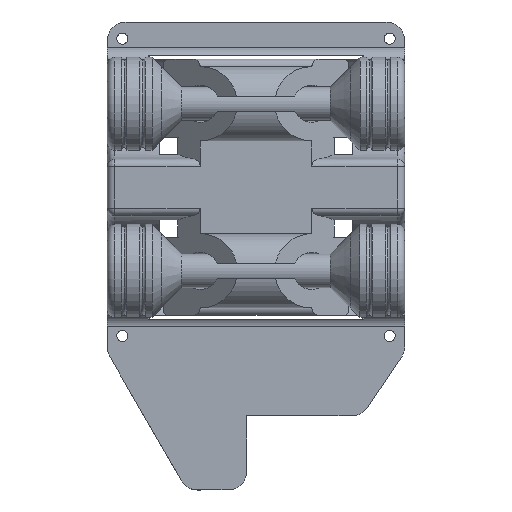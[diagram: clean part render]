
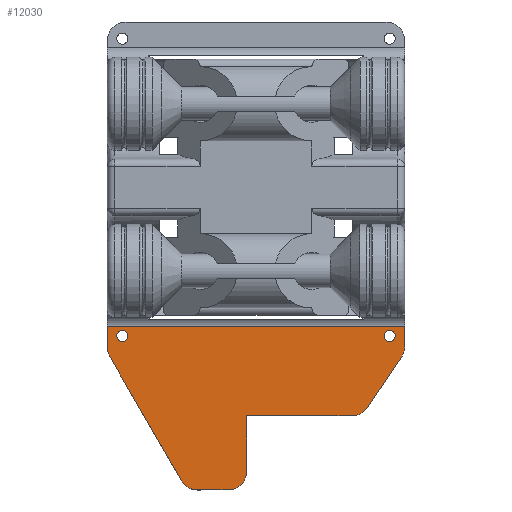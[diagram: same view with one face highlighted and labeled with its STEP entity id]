
A CAD part, front view. The second image highlights one B-rep face of the part: STEP entity #12030.
In plain terms, the highlighted planar face has unit normal (0, -1, 0).
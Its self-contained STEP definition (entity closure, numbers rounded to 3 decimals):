
#22 = VECTOR ( 'NONE', #5723, 1000. ) ;
#74 = CARTESIAN_POINT ( 'NONE',  ( 0., 12., 0. ) ) ;
#133 = DIRECTION ( 'NONE',  ( 0., 0., 1. ) ) ;
#224 = CARTESIAN_POINT ( 'NONE',  ( -80., 12., -37.5 ) ) ;
#366 = CARTESIAN_POINT ( 'NONE',  ( -4., 12., -41.5 ) ) ;
#446 = AXIS2_PLACEMENT_3D ( 'NONE', #3048, #12114, #9155 ) ;
#453 = DIRECTION ( 'NONE',  ( 1., 0., 0. ) ) ;
#474 = EDGE_CURVE ( 'NONE', #9356, #6153, #8725, .T. ) ;
#485 = EDGE_CURVE ( 'NONE', #1573, #13268, #6472, .T. ) ;
#531 = EDGE_CURVE ( 'NONE', #2886, #6792, #12681, .T. ) ;
#564 = DIRECTION ( 'NONE',  ( 0., 0., 1. ) ) ;
#717 = EDGE_CURVE ( 'NONE', #4576, #8572, #6296, .T. ) ;
#1073 = CARTESIAN_POINT ( 'NONE',  ( -60.081, 12., -79. ) ) ;
#1077 = CIRCLE ( 'NONE', #12857, 5. ) ;
#1260 = CARTESIAN_POINT ( 'NONE',  ( -80., 12., 0. ) ) ;
#1393 = DIRECTION ( 'NONE',  ( 0., 0., 1. ) ) ;
#1403 = DIRECTION ( 'NONE',  ( 0., 0., 1. ) ) ;
#1423 = ORIENTED_EDGE ( 'NONE', *, *, #6571, .T. ) ;
#1573 = VERTEX_POINT ( 'NONE', #10482 ) ;
#1700 = LINE ( 'NONE', #5592, #22 ) ;
#1831 = DIRECTION ( 'NONE',  ( 0., -1., 0. ) ) ;
#1844 = VERTEX_POINT ( 'NONE', #10217 ) ;
#1874 = EDGE_CURVE ( 'NONE', #8572, #9968, #11163, .T. ) ;
#1883 = CARTESIAN_POINT ( 'NONE',  ( -14.142, 12., -56.5 ) ) ;
#1962 = DIRECTION ( 'NONE',  ( 0., 0., 1. ) ) ;
#2336 = CIRCLE ( 'NONE', #11325, 5. ) ;
#2461 = DIRECTION ( 'NONE',  ( 0., 1., 0. ) ) ;
#2614 = VECTOR ( 'NONE', #5197, 1000. ) ;
#2658 = DIRECTION ( 'NONE',  ( 0., 0., 1. ) ) ;
#2706 = VERTEX_POINT ( 'NONE', #10114 ) ;
#2750 = DIRECTION ( 'NONE',  ( 0.5, 0., -0.866 ) ) ;
#2874 = CARTESIAN_POINT ( 'NONE',  ( -4., 12., -40. ) ) ;
#2886 = VERTEX_POINT ( 'NONE', #3745 ) ;
#2921 = CARTESIAN_POINT ( 'NONE',  ( 0., 12., -42.969 ) ) ;
#2952 = VERTEX_POINT ( 'NONE', #4567 ) ;
#3048 = CARTESIAN_POINT ( 'NONE',  ( -5., 12., -42.969 ) ) ;
#3223 = CARTESIAN_POINT ( 'NONE',  ( -4., 12., -40. ) ) ;
#3259 = EDGE_CURVE ( 'NONE', #9117, #12515, #11681, .T. ) ;
#3370 = AXIS2_PLACEMENT_3D ( 'NONE', #8513, #9521, #133 ) ;
#3620 = DIRECTION ( 'NONE',  ( 0., 0., 1. ) ) ;
#3691 = VECTOR ( 'NONE', #9659, 1000. ) ;
#3697 = DIRECTION ( 'NONE',  ( 0., 0., 1. ) ) ;
#3745 = CARTESIAN_POINT ( 'NONE',  ( -14.142, 12., -61.5 ) ) ;
#3953 = EDGE_CURVE ( 'NONE', #8594, #6792, #1700, .T. ) ;
#3956 = CARTESIAN_POINT ( 'NONE',  ( -47.5, 12., -76.5 ) ) ;
#4055 = AXIS2_PLACEMENT_3D ( 'NONE', #3223, #10598, #1403 ) ;
#4106 = AXIS2_PLACEMENT_3D ( 'NONE', #1883, #9734, #3697 ) ;
#4172 = ORIENTED_EDGE ( 'NONE', *, *, #1874, .F. ) ;
#4251 = ORIENTED_EDGE ( 'NONE', *, *, #13107, .T. ) ;
#4288 = DIRECTION ( 'NONE',  ( 0., 0., 1. ) ) ;
#4310 = EDGE_CURVE ( 'NONE', #4576, #1844, #5185, .T. ) ;
#4418 = PLANE ( 'NONE',  #3370 ) ;
#4527 = EDGE_CURVE ( 'NONE', #6153, #2886, #7430, .T. ) ;
#4567 = CARTESIAN_POINT ( 'NONE',  ( -76., 12., -41.5 ) ) ;
#4576 = VERTEX_POINT ( 'NONE', #9712 ) ;
#4664 = AXIS2_PLACEMENT_3D ( 'NONE', #9758, #8624, #564 ) ;
#5176 = LINE ( 'NONE', #74, #7945 ) ;
#5185 = CIRCLE ( 'NONE', #11187, 5. ) ;
#5197 = DIRECTION ( 'NONE',  ( 1., 0., 0. ) ) ;
#5303 = ORIENTED_EDGE ( 'NONE', *, *, #12430, .T. ) ;
#5317 = ORIENTED_EDGE ( 'NONE', *, *, #3953, .F. ) ;
#5442 = ORIENTED_EDGE ( 'NONE', *, *, #3259, .F. ) ;
#5534 = ORIENTED_EDGE ( 'NONE', *, *, #4310, .T. ) ;
#5592 = CARTESIAN_POINT ( 'NONE',  ( -25., 12., -81.5 ) ) ;
#5646 = DIRECTION ( 'NONE',  ( 0., 0., 1. ) ) ;
#5723 = DIRECTION ( 'NONE',  ( -0.56, 0., -0.829 ) ) ;
#5781 = ORIENTED_EDGE ( 'NONE', *, *, #8989, .T. ) ;
#5935 = CARTESIAN_POINT ( 'NONE',  ( -55.751, 12., -76.5 ) ) ;
#5938 = EDGE_CURVE ( 'NONE', #2952, #2706, #10672, .T. ) ;
#6153 = VERTEX_POINT ( 'NONE', #13234 ) ;
#6296 = LINE ( 'NONE', #1260, #12042 ) ;
#6322 = ORIENTED_EDGE ( 'NONE', *, *, #531, .T. ) ;
#6365 = ORIENTED_EDGE ( 'NONE', *, *, #5938, .T. ) ;
#6472 = CIRCLE ( 'NONE', #8161, 1.5 ) ;
#6569 = VERTEX_POINT ( 'NONE', #1073 ) ;
#6571 = EDGE_CURVE ( 'NONE', #11243, #9968, #5176, .T. ) ;
#6792 = VERTEX_POINT ( 'NONE', #11264 ) ;
#6823 = CIRCLE ( 'NONE', #8536, 1.5 ) ;
#7198 = DIRECTION ( 'NONE',  ( 0., 0., 1. ) ) ;
#7226 = ORIENTED_EDGE ( 'NONE', *, *, #8105, .T. ) ;
#7273 = CIRCLE ( 'NONE', #4055, 1.5 ) ;
#7430 = LINE ( 'NONE', #9515, #11408 ) ;
#7436 = EDGE_LOOP ( 'NONE', ( #8348, #5781 ) ) ;
#7840 = CARTESIAN_POINT ( 'NONE',  ( 0., 12., -37.5 ) ) ;
#7945 = VECTOR ( 'NONE', #4288, 1000. ) ;
#8105 = EDGE_CURVE ( 'NONE', #8594, #11243, #8147, .T. ) ;
#8147 = CIRCLE ( 'NONE', #446, 5. ) ;
#8161 = AXIS2_PLACEMENT_3D ( 'NONE', #2874, #12818, #3620 ) ;
#8316 = FACE_BOUND ( 'NONE', #9150, .T. ) ;
#8348 = ORIENTED_EDGE ( 'NONE', *, *, #485, .T. ) ;
#8414 = CARTESIAN_POINT ( 'NONE',  ( -0.857, 12., -45.768 ) ) ;
#8473 = ORIENTED_EDGE ( 'NONE', *, *, #474, .T. ) ;
#8513 = CARTESIAN_POINT ( 'NONE',  ( -80., 12., 0. ) ) ;
#8536 = AXIS2_PLACEMENT_3D ( 'NONE', #9632, #2461, #2658 ) ;
#8562 = EDGE_LOOP ( 'NONE', ( #5317, #7226, #1423, #4172, #10784, #5534, #8759, #5303, #5442, #9546, #8473, #10300, #6322 ) ) ;
#8572 = VERTEX_POINT ( 'NONE', #224 ) ;
#8594 = VERTEX_POINT ( 'NONE', #8414 ) ;
#8624 = DIRECTION ( 'NONE',  ( 0., 1., 0. ) ) ;
#8716 = CARTESIAN_POINT ( 'NONE',  ( -75., 12., -43.16 ) ) ;
#8725 = LINE ( 'NONE', #9988, #12246 ) ;
#8759 = ORIENTED_EDGE ( 'NONE', *, *, #11953, .T. ) ;
#8981 = FACE_OUTER_BOUND ( 'NONE', #8562, .T. ) ;
#8989 = EDGE_CURVE ( 'NONE', #13268, #1573, #7273, .T. ) ;
#9117 = VERTEX_POINT ( 'NONE', #12179 ) ;
#9150 = EDGE_LOOP ( 'NONE', ( #4251, #6365 ) ) ;
#9152 = VECTOR ( 'NONE', #2750, 1000. ) ;
#9155 = DIRECTION ( 'NONE',  ( 0., 0., 1. ) ) ;
#9356 = VERTEX_POINT ( 'NONE', #11441 ) ;
#9515 = CARTESIAN_POINT ( 'NONE',  ( -80., 12., -61.5 ) ) ;
#9521 = DIRECTION ( 'NONE',  ( 0., 1., 0. ) ) ;
#9546 = ORIENTED_EDGE ( 'NONE', *, *, #9583, .T. ) ;
#9583 = EDGE_CURVE ( 'NONE', #9117, #9356, #1077, .T. ) ;
#9632 = CARTESIAN_POINT ( 'NONE',  ( -76., 12., -40. ) ) ;
#9659 = DIRECTION ( 'NONE',  ( -1., 0., 0. ) ) ;
#9712 = CARTESIAN_POINT ( 'NONE',  ( -80., 12., -43.16 ) ) ;
#9734 = DIRECTION ( 'NONE',  ( 0., -1., 0. ) ) ;
#9758 = CARTESIAN_POINT ( 'NONE',  ( -76., 12., -40. ) ) ;
#9968 = VERTEX_POINT ( 'NONE', #7840 ) ;
#9988 = CARTESIAN_POINT ( 'NONE',  ( -42.5, 12., 0. ) ) ;
#10114 = CARTESIAN_POINT ( 'NONE',  ( -76., 12., -38.5 ) ) ;
#10152 = CARTESIAN_POINT ( 'NONE',  ( -55.751, 12., -81.5 ) ) ;
#10217 = CARTESIAN_POINT ( 'NONE',  ( -79.33, 12., -45.66 ) ) ;
#10287 = CARTESIAN_POINT ( 'NONE',  ( -80., 12., -37.5 ) ) ;
#10300 = ORIENTED_EDGE ( 'NONE', *, *, #4527, .T. ) ;
#10482 = CARTESIAN_POINT ( 'NONE',  ( -4., 12., -38.5 ) ) ;
#10598 = DIRECTION ( 'NONE',  ( 0., 1., 0. ) ) ;
#10672 = CIRCLE ( 'NONE', #4664, 1.5 ) ;
#10784 = ORIENTED_EDGE ( 'NONE', *, *, #717, .F. ) ;
#10879 = LINE ( 'NONE', #11885, #9152 ) ;
#11163 = LINE ( 'NONE', #10287, #2614 ) ;
#11169 = DIRECTION ( 'NONE',  ( 0., -1., 0. ) ) ;
#11187 = AXIS2_PLACEMENT_3D ( 'NONE', #8716, #12811, #5646 ) ;
#11243 = VERTEX_POINT ( 'NONE', #2921 ) ;
#11264 = CARTESIAN_POINT ( 'NONE',  ( -10., 12., -59.299 ) ) ;
#11325 = AXIS2_PLACEMENT_3D ( 'NONE', #5935, #11169, #7198 ) ;
#11408 = VECTOR ( 'NONE', #453, 1000. ) ;
#11441 = CARTESIAN_POINT ( 'NONE',  ( -42.5, 12., -76.5 ) ) ;
#11681 = LINE ( 'NONE', #11810, #3691 ) ;
#11810 = CARTESIAN_POINT ( 'NONE',  ( -25., 12., -81.5 ) ) ;
#11885 = CARTESIAN_POINT ( 'NONE',  ( -80., 12., -44.5 ) ) ;
#11953 = EDGE_CURVE ( 'NONE', #1844, #6569, #10879, .T. ) ;
#12030 = ADVANCED_FACE ( 'NONE', ( #8981, #12079, #8316 ), #4418, .F. ) ;
#12042 = VECTOR ( 'NONE', #1393, 1000. ) ;
#12079 = FACE_BOUND ( 'NONE', #7436, .T. ) ;
#12114 = DIRECTION ( 'NONE',  ( 0., -1., 0. ) ) ;
#12179 = CARTESIAN_POINT ( 'NONE',  ( -47.5, 12., -81.5 ) ) ;
#12246 = VECTOR ( 'NONE', #13086, 1000. ) ;
#12430 = EDGE_CURVE ( 'NONE', #6569, #12515, #2336, .T. ) ;
#12515 = VERTEX_POINT ( 'NONE', #10152 ) ;
#12681 = CIRCLE ( 'NONE', #4106, 5. ) ;
#12811 = DIRECTION ( 'NONE',  ( 0., -1., 0. ) ) ;
#12818 = DIRECTION ( 'NONE',  ( 0., 1., 0. ) ) ;
#12857 = AXIS2_PLACEMENT_3D ( 'NONE', #3956, #1831, #1962 ) ;
#13086 = DIRECTION ( 'NONE',  ( 0., 0., 1. ) ) ;
#13107 = EDGE_CURVE ( 'NONE', #2706, #2952, #6823, .T. ) ;
#13234 = CARTESIAN_POINT ( 'NONE',  ( -42.5, 12., -61.5 ) ) ;
#13268 = VERTEX_POINT ( 'NONE', #366 ) ;
